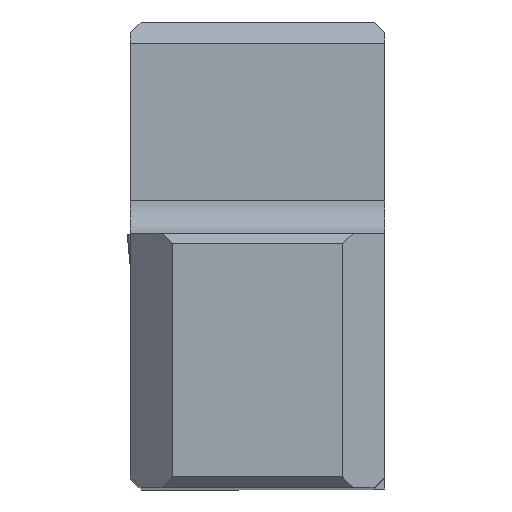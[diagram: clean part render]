
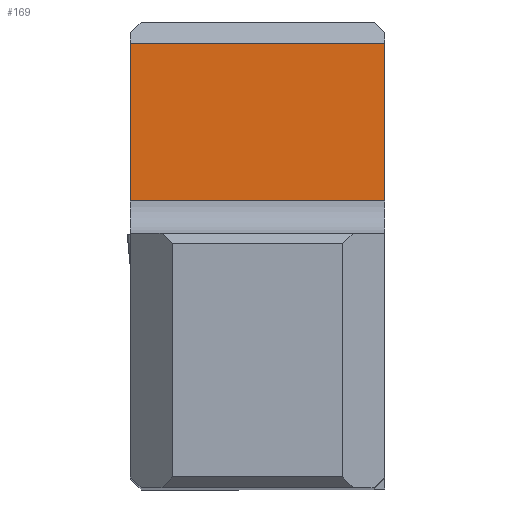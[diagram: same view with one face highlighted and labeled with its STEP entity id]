
A CAD part, top view. The second image highlights one B-rep face of the part: STEP entity #169.
In plain terms, the highlighted planar face has unit normal (0, 0, 1).
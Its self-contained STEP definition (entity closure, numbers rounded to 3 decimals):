
#169=ADVANCED_FACE('',(#275),#231,.T.);
#231=PLANE('',#1352);
#275=FACE_OUTER_BOUND('',#337,.T.);
#337=EDGE_LOOP('',(#399,#400,#401,#402));
#399=ORIENTED_EDGE('',*,*,#863,.F.);
#400=ORIENTED_EDGE('',*,*,#864,.T.);
#401=ORIENTED_EDGE('',*,*,#865,.F.);
#402=ORIENTED_EDGE('',*,*,#866,.T.);
#747=VERTEX_POINT('',#1719);
#748=VERTEX_POINT('',#1720);
#749=VERTEX_POINT('',#1722);
#750=VERTEX_POINT('',#1724);
#863=EDGE_CURVE('',#747,#748,#1037,.T.);
#864=EDGE_CURVE('',#747,#749,#1038,.T.);
#865=EDGE_CURVE('',#750,#749,#1039,.T.);
#866=EDGE_CURVE('',#750,#748,#1040,.T.);
#1037=LINE('',#1718,#1162);
#1038=LINE('',#1721,#1163);
#1039=LINE('',#1723,#1164);
#1040=LINE('',#1725,#1165);
#1162=VECTOR('',#1434,1.);
#1163=VECTOR('',#1435,1.);
#1164=VECTOR('',#1436,1.);
#1165=VECTOR('',#1437,1.);
#1352=AXIS2_PLACEMENT_3D('',#1726,#1438,#1439);
#1434=DIRECTION('',(0.,1.,0.));
#1435=DIRECTION('',(1.,0.,0.));
#1436=DIRECTION('',(0.,-1.,0.));
#1437=DIRECTION('',(-1.,0.,0.));
#1438=DIRECTION('',(0.,0.,1.));
#1439=DIRECTION('',(-1.,0.,0.));
#1718=CARTESIAN_POINT('',(-11.975,22.,-42.));
#1719=CARTESIAN_POINT('',(-11.975,13.575,-42.));
#1720=CARTESIAN_POINT('',(-11.975,21.,-42.));
#1721=CARTESIAN_POINT('',(-35.988,13.575,-42.));
#1722=CARTESIAN_POINT('',(0.,13.575,-42.));
#1723=CARTESIAN_POINT('',(0.,22.,-42.));
#1724=CARTESIAN_POINT('',(0.,21.,-42.));
#1725=CARTESIAN_POINT('',(-35.988,21.,-42.));
#1726=CARTESIAN_POINT('',(-35.988,22.,-42.));
